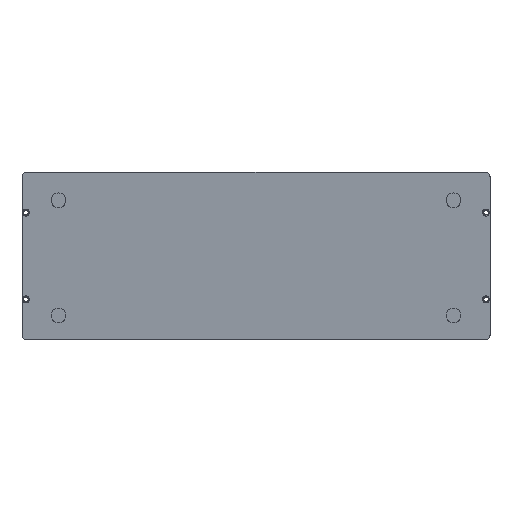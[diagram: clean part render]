
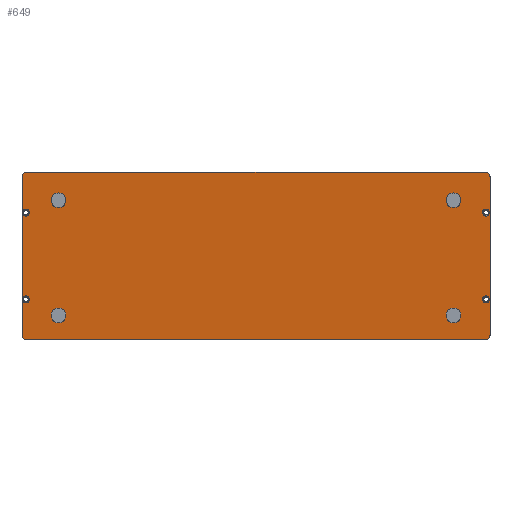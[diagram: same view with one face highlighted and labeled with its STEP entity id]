
A CAD part, top view. The second image highlights one B-rep face of the part: STEP entity #649.
In plain terms, the highlighted planar face has unit normal (0, -0.122, 0.993).
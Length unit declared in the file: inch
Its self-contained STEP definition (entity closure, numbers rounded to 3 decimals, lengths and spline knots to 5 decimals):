
#17=FACE_BOUND('',#116,.T.);
#18=FACE_BOUND('',#117,.T.);
#19=FACE_BOUND('',#118,.T.);
#20=FACE_BOUND('',#119,.T.);
#21=FACE_BOUND('',#120,.T.);
#22=FACE_BOUND('',#121,.T.);
#23=FACE_BOUND('',#122,.T.);
#24=FACE_BOUND('',#123,.T.);
#43=PLANE('',#725);
#69=FACE_OUTER_BOUND('',#115,.T.);
#115=EDGE_LOOP('',(#471,#472,#473,#474,#475,#476,#477,#478));
#116=EDGE_LOOP('',(#479));
#117=EDGE_LOOP('',(#480));
#118=EDGE_LOOP('',(#481));
#119=EDGE_LOOP('',(#482));
#120=EDGE_LOOP('',(#483,#484));
#121=EDGE_LOOP('',(#485,#486));
#122=EDGE_LOOP('',(#487,#488));
#123=EDGE_LOOP('',(#489,#490));
#169=CIRCLE('',#702,0.189);
#171=CIRCLE('',#706,0.189);
#173=CIRCLE('',#710,0.189);
#175=CIRCLE('',#714,0.189);
#209=ELLIPSE('',#696,0.08916,0.0885);
#210=ELLIPSE('',#699,0.08916,0.0885);
#211=ELLIPSE('',#726,0.12594,0.125);
#212=ELLIPSE('',#727,0.12594,0.125);
#213=ELLIPSE('',#728,0.12594,0.125);
#214=ELLIPSE('',#729,0.12594,0.125);
#215=ELLIPSE('',#730,0.08916,0.0885);
#216=ELLIPSE('',#731,0.08916,0.0885);
#217=ELLIPSE('',#732,0.08916,0.0885);
#218=ELLIPSE('',#733,0.08916,0.0885);
#219=ELLIPSE('',#734,0.08916,0.0885);
#220=ELLIPSE('',#735,0.08916,0.0885);
#227=LINE('',#1083,#261);
#228=LINE('',#1087,#262);
#229=LINE('',#1091,#263);
#230=LINE('',#1095,#264);
#261=VECTOR('',#863,0.3937);
#262=VECTOR('',#866,0.3937);
#263=VECTOR('',#869,0.3937);
#264=VECTOR('',#872,0.3937);
#289=VERTEX_POINT('',#1027);
#291=VERTEX_POINT('',#1030);
#292=VERTEX_POINT('',#1034);
#294=VERTEX_POINT('',#1037);
#295=VERTEX_POINT('',#1041);
#297=VERTEX_POINT('',#1048);
#299=VERTEX_POINT('',#1055);
#301=VERTEX_POINT('',#1062);
#307=VERTEX_POINT('',#1081);
#308=VERTEX_POINT('',#1082);
#309=VERTEX_POINT('',#1084);
#310=VERTEX_POINT('',#1086);
#311=VERTEX_POINT('',#1088);
#312=VERTEX_POINT('',#1090);
#313=VERTEX_POINT('',#1092);
#314=VERTEX_POINT('',#1094);
#315=VERTEX_POINT('',#1097);
#316=VERTEX_POINT('',#1098);
#317=VERTEX_POINT('',#1103);
#318=VERTEX_POINT('',#1104);
#350=EDGE_CURVE('',#291,#289,#209,.T.);
#353=EDGE_CURVE('',#294,#292,#210,.T.);
#355=EDGE_CURVE('',#295,#295,#169,.T.);
#358=EDGE_CURVE('',#297,#297,#171,.T.);
#361=EDGE_CURVE('',#299,#299,#173,.T.);
#364=EDGE_CURVE('',#301,#301,#175,.T.);
#373=EDGE_CURVE('',#307,#308,#227,.T.);
#374=EDGE_CURVE('',#308,#309,#211,.T.);
#375=EDGE_CURVE('',#309,#310,#228,.T.);
#376=EDGE_CURVE('',#310,#311,#212,.T.);
#377=EDGE_CURVE('',#311,#312,#229,.T.);
#378=EDGE_CURVE('',#312,#313,#213,.T.);
#379=EDGE_CURVE('',#313,#314,#230,.T.);
#380=EDGE_CURVE('',#314,#307,#214,.T.);
#381=EDGE_CURVE('',#315,#316,#215,.T.);
#382=EDGE_CURVE('',#316,#315,#216,.T.);
#383=EDGE_CURVE('',#289,#291,#217,.T.);
#384=EDGE_CURVE('',#292,#294,#218,.T.);
#385=EDGE_CURVE('',#317,#318,#219,.T.);
#386=EDGE_CURVE('',#318,#317,#220,.T.);
#471=ORIENTED_EDGE('',*,*,#373,.T.);
#472=ORIENTED_EDGE('',*,*,#374,.T.);
#473=ORIENTED_EDGE('',*,*,#375,.T.);
#474=ORIENTED_EDGE('',*,*,#376,.T.);
#475=ORIENTED_EDGE('',*,*,#377,.T.);
#476=ORIENTED_EDGE('',*,*,#378,.T.);
#477=ORIENTED_EDGE('',*,*,#379,.T.);
#478=ORIENTED_EDGE('',*,*,#380,.T.);
#479=ORIENTED_EDGE('',*,*,#355,.T.);
#480=ORIENTED_EDGE('',*,*,#358,.T.);
#481=ORIENTED_EDGE('',*,*,#361,.T.);
#482=ORIENTED_EDGE('',*,*,#364,.T.);
#483=ORIENTED_EDGE('',*,*,#381,.T.);
#484=ORIENTED_EDGE('',*,*,#382,.T.);
#485=ORIENTED_EDGE('',*,*,#350,.T.);
#486=ORIENTED_EDGE('',*,*,#383,.T.);
#487=ORIENTED_EDGE('',*,*,#353,.T.);
#488=ORIENTED_EDGE('',*,*,#384,.T.);
#489=ORIENTED_EDGE('',*,*,#385,.T.);
#490=ORIENTED_EDGE('',*,*,#386,.T.);
#649=ADVANCED_FACE('',(#69,#17,#18,#19,#20,#21,#22,#23,#24),#43,.T.);
#696=AXIS2_PLACEMENT_3D('',#1031,#798,#799);
#699=AXIS2_PLACEMENT_3D('',#1038,#805,#806);
#702=AXIS2_PLACEMENT_3D('',#1042,#811,#812);
#706=AXIS2_PLACEMENT_3D('',#1049,#820,#821);
#710=AXIS2_PLACEMENT_3D('',#1056,#829,#830);
#714=AXIS2_PLACEMENT_3D('',#1063,#838,#839);
#725=AXIS2_PLACEMENT_3D('',#1080,#861,#862);
#726=AXIS2_PLACEMENT_3D('',#1085,#864,#865);
#727=AXIS2_PLACEMENT_3D('',#1089,#867,#868);
#728=AXIS2_PLACEMENT_3D('',#1093,#870,#871);
#729=AXIS2_PLACEMENT_3D('',#1096,#873,#874);
#730=AXIS2_PLACEMENT_3D('',#1099,#875,#876);
#731=AXIS2_PLACEMENT_3D('',#1100,#877,#878);
#732=AXIS2_PLACEMENT_3D('',#1101,#879,#880);
#733=AXIS2_PLACEMENT_3D('',#1102,#881,#882);
#734=AXIS2_PLACEMENT_3D('',#1105,#883,#884);
#735=AXIS2_PLACEMENT_3D('',#1106,#885,#886);
#798=DIRECTION('center_axis',(0.,0.122,-0.993));
#799=DIRECTION('ref_axis',(0.,0.993,0.122));
#805=DIRECTION('center_axis',(0.,0.122,-0.993));
#806=DIRECTION('ref_axis',(0.,0.993,0.122));
#811=DIRECTION('center_axis',(0.,0.122,-0.993));
#812=DIRECTION('ref_axis',(1.,0.,0.));
#820=DIRECTION('center_axis',(0.,0.122,-0.993));
#821=DIRECTION('ref_axis',(1.,0.,0.));
#829=DIRECTION('center_axis',(0.,0.122,-0.993));
#830=DIRECTION('ref_axis',(1.,0.,0.));
#838=DIRECTION('center_axis',(0.,0.122,-0.993));
#839=DIRECTION('ref_axis',(1.,0.,0.));
#861=DIRECTION('center_axis',(0.,-0.122,
0.993));
#862=DIRECTION('ref_axis',(1.,0.,0.));
#863=DIRECTION('',(1.,0.,0.));
#864=DIRECTION('center_axis',(0.,-0.122,
0.993));
#865=DIRECTION('ref_axis',(0.,0.993,0.122));
#866=DIRECTION('',(0.,0.993,0.122));
#867=DIRECTION('center_axis',(0.,-0.122,
0.993));
#868=DIRECTION('ref_axis',(0.,0.993,0.122));
#869=DIRECTION('',(-1.,0.,0.));
#870=DIRECTION('center_axis',(0.,-0.122,
0.993));
#871=DIRECTION('ref_axis',(0.,-0.993,-0.122));
#872=DIRECTION('',(0.,-0.993,-0.122));
#873=DIRECTION('center_axis',(0.,-0.122,
0.993));
#874=DIRECTION('ref_axis',(0.,-0.993,-0.122));
#875=DIRECTION('center_axis',(0.,0.122,-0.993));
#876=DIRECTION('ref_axis',(0.,0.993,0.122));
#877=DIRECTION('center_axis',(0.,0.122,-0.993));
#878=DIRECTION('ref_axis',(0.,0.993,0.122));
#879=DIRECTION('center_axis',(0.,0.122,-0.993));
#880=DIRECTION('ref_axis',(0.,0.993,0.122));
#881=DIRECTION('center_axis',(0.,0.122,-0.993));
#882=DIRECTION('ref_axis',(0.,0.993,0.122));
#883=DIRECTION('center_axis',(0.,0.122,-0.993));
#884=DIRECTION('ref_axis',(0.,0.993,0.122));
#885=DIRECTION('center_axis',(0.,0.122,-0.993));
#886=DIRECTION('ref_axis',(0.,0.993,0.122));
#1027=CARTESIAN_POINT('',(-5.9135,-1.1,0.26087));
#1030=CARTESIAN_POINT('',(-5.825,-1.1885,0.25));
#1031=CARTESIAN_POINT('Origin',(-5.825,-1.1,0.26087));
#1034=CARTESIAN_POINT('',(5.7365,-1.1,0.26087));
#1037=CARTESIAN_POINT('',(5.825,-1.1885,0.25));
#1038=CARTESIAN_POINT('Origin',(5.825,-1.1,0.26087));
#1041=CARTESIAN_POINT('',(4.811,-1.50466,0.21118));
#1042=CARTESIAN_POINT('Origin',(5.,-1.50466,0.21118));
#1048=CARTESIAN_POINT('',(4.811,1.40887,0.56892));
#1049=CARTESIAN_POINT('Origin',(5.,1.40887,0.56892));
#1055=CARTESIAN_POINT('',(-5.189,-1.50466,0.21118));
#1056=CARTESIAN_POINT('Origin',(-5.,-1.50466,0.21118));
#1062=CARTESIAN_POINT('',(-5.189,1.40887,0.56892));
#1063=CARTESIAN_POINT('Origin',(-5.,1.40887,0.56892));
#1080=CARTESIAN_POINT('Origin',(-0.09114,-0.41135,
0.34542));
#1081=CARTESIAN_POINT('',(-5.8,-2.125,0.13501));
#1082=CARTESIAN_POINT('',(5.8,-2.125,0.13501));
#1083=CARTESIAN_POINT('',(2.85443,-2.125,0.13501));
#1084=CARTESIAN_POINT('',(5.925,-2.,0.15036));
#1085=CARTESIAN_POINT('Origin',(5.8,-2.,0.15036));
#1086=CARTESIAN_POINT('',(5.925,2.,0.6415));
#1087=CARTESIAN_POINT('',(5.925,0.75553,0.4887));
#1088=CARTESIAN_POINT('',(5.8,2.125,0.65685));
#1089=CARTESIAN_POINT('Origin',(5.8,2.,0.6415));
#1090=CARTESIAN_POINT('',(-5.8,2.125,0.65685));
#1091=CARTESIAN_POINT('',(-2.94557,2.125,0.65685));
#1092=CARTESIAN_POINT('',(-5.925,2.,0.6415));
#1093=CARTESIAN_POINT('Origin',(-5.8,2.,0.6415));
#1094=CARTESIAN_POINT('',(-5.925,-2.,0.15036));
#1095=CARTESIAN_POINT('',(-5.925,-1.21477,0.24677));
#1096=CARTESIAN_POINT('Origin',(-5.8,-2.,0.15036));
#1097=CARTESIAN_POINT('',(-5.825,1.0115,0.52013));
#1098=CARTESIAN_POINT('',(-5.9135,1.1,0.53099));
#1099=CARTESIAN_POINT('Origin',(-5.825,1.1,0.53099));
#1100=CARTESIAN_POINT('Origin',(-5.825,1.1,0.53099));
#1101=CARTESIAN_POINT('Origin',(-5.825,-1.1,0.26087));
#1102=CARTESIAN_POINT('Origin',(5.825,-1.1,0.26087));
#1103=CARTESIAN_POINT('',(5.825,1.0115,0.52013));
#1104=CARTESIAN_POINT('',(5.7365,1.1,0.53099));
#1105=CARTESIAN_POINT('Origin',(5.825,1.1,0.53099));
#1106=CARTESIAN_POINT('Origin',(5.825,1.1,0.53099));
